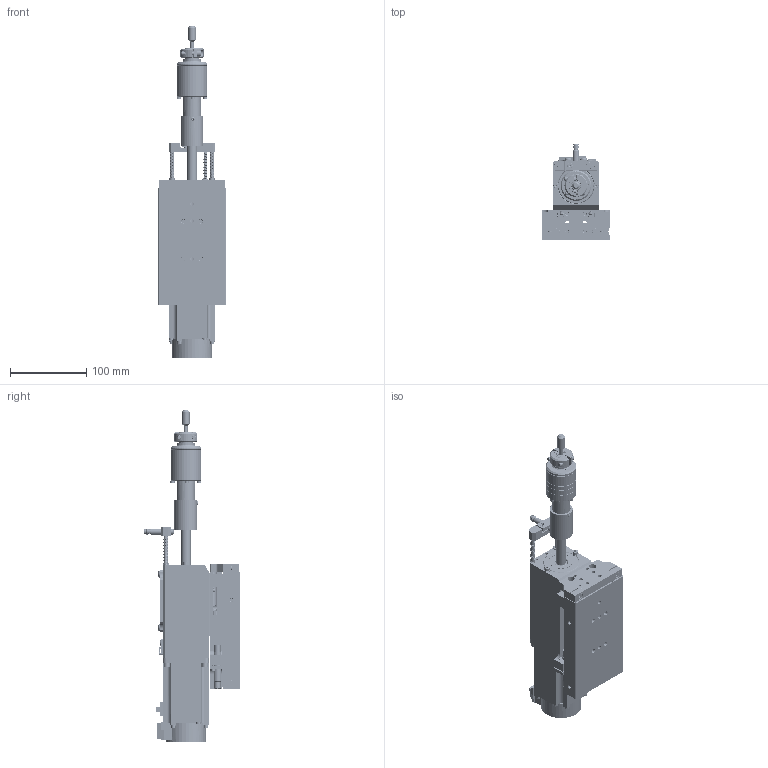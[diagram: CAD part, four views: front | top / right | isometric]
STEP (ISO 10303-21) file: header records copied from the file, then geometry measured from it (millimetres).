
FILE_DESCRIPTION(/* description */ (''),/* implementation_level */ '2;1');
FILE_NAME(/* name */ 'Walter''R17758 - STH-SM2-1X-12.5 BASE ASSEMBLY.stp',/* time_stamp */ '2018-10-15T12:42:24-04:00',/* author */ ('rguess'),/* organization */ (''),/* preprocessor_version */ 'ST-DEVELOPER v16.13',/* originating_system */ 'Autodesk Inventor 2018',/* authorisation */ '');
FILE_SCHEMA (('AUTOMOTIVE_DESIGN { 1 0 10303 214 3 1 1 }'));
Products named in the file (1): Copy of R17278 - STH-SM-1X-12.5 BASE ASSEMBLY_Shrinkwrap_3
Bounding box: 89.1 x 126.3 x 434.23 mm (x, y, z)
Surface area: 224536.6 mm2 (no closed solid volume)
Topology: 0 solids, 69 shells, 2355 faces, 6541 edges, 4373 vertices
Faces by surface type: plane 1282, cylinder 510, bspline 361, cone 159, torus 29, sphere 14
Full cylindrical faces by diameter (mm): 1 x3, 1.056 x1, 1.304 x1, 2.459 x9, 2.951 x1, 3 x140, 3.048 x2, 3.251 x3, 4 x2, 4.134 x6, 4.14 x2, 4.762 x2, 4.917 x4, 5 x75, 5.024 x2, 5.105 x2, 5.4 x1, 5.5 x13, 5.512 x6, 5.9 x7, 6 x4, 6.198 x4, 6.4 x2, 6.426 x1, 6.8 x1, 7 x3, 7.5 x1, 7.6 x1, 8 x2, 8.001 x2
Entity records: 127630 total; most frequent: CARTESIAN_POINT 74517, ORIENTED_EDGE 10479, DIRECTION 9140, EDGE_CURVE 5537, VERTEX_POINT 3877, LINE 3556, VECTOR 3556, EDGE_LOOP 2804
